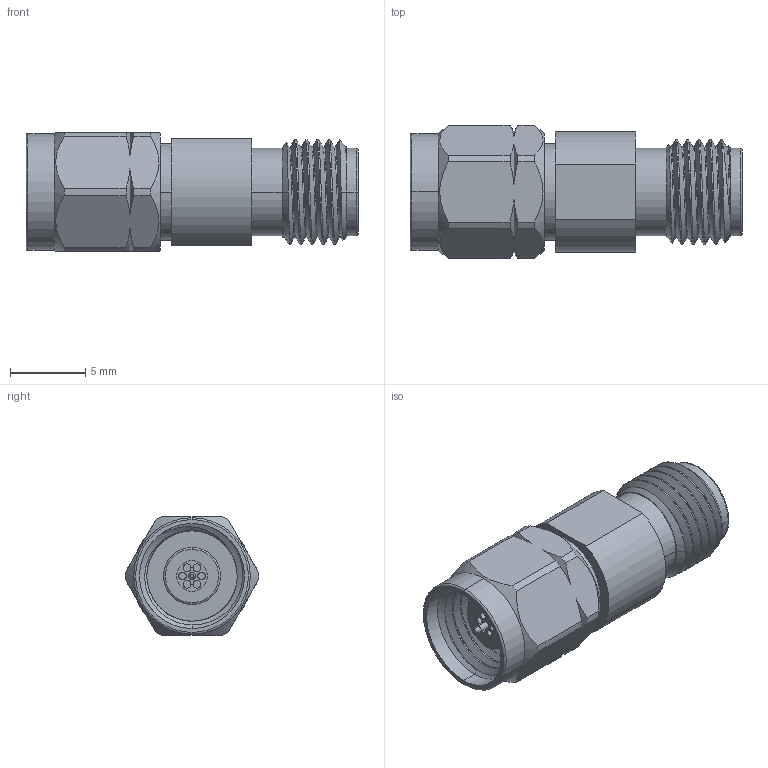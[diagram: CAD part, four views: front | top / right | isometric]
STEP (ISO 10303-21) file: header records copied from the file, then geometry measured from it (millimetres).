
FILE_DESCRIPTION (( 'STEP AP203' ), '1' );
FILE_NAME ('SA5074-20.step', '2018-04-30T14:53:11', ( '' ), ( '' ), 'SwSTEP 2.0', 'SolidWorks 2017', '' );
FILE_SCHEMA (( 'CONFIG_CONTROL_DESIGN' ));
Length unit declared in the file: inch
Products named in the file (1): SA5074-20
Bounding box: 22.12 x 8.88 x 7.92 mm (x, y, z)
Volume: 778.2 mm3; surface area: 1093.4 mm2
Topology: 3 solids, 3 shells, 178 faces, 448 edges, 293 vertices
Faces by surface type: cylinder 86, plane 47, cone 33, torus 6, bspline 6
Entity records: 7827 total; most frequent: CARTESIAN_POINT 3568, ORIENTED_EDGE 896, DIRECTION 863, EDGE_CURVE 448, AXIS2_PLACEMENT_3D 356, VERTEX_POINT 293, EDGE_LOOP 207, CIRCLE 183
